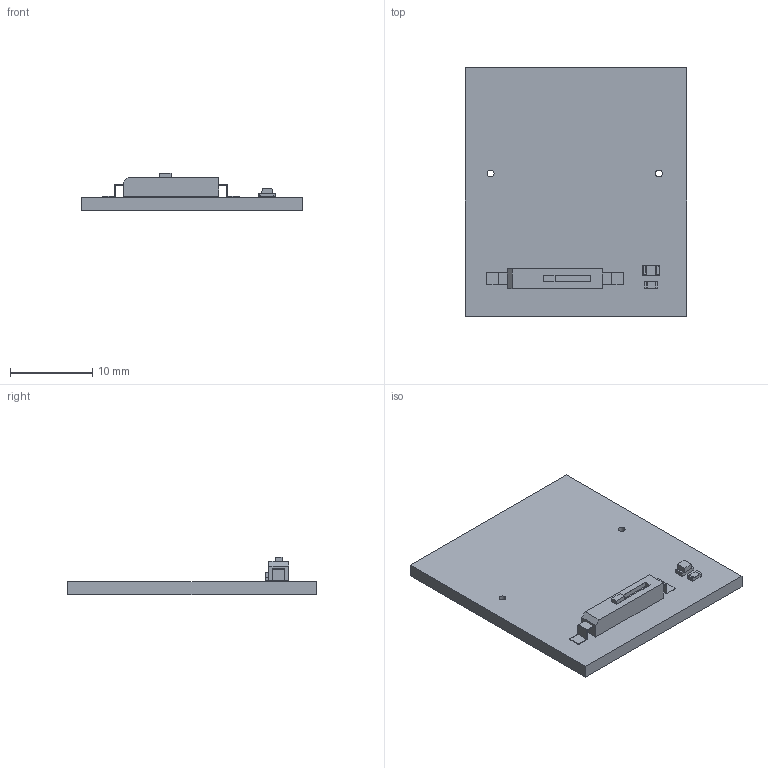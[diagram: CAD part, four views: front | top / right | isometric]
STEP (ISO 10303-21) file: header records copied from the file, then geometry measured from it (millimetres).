
FILE_DESCRIPTION(('KiCad electronic assembly'),'2;1');
FILE_NAME('PCB_1001.step','2025-03-01T15:25:54',('Pcbnew'),('Kicad'), 'Open CASCADE STEP processor 7.8','KiCad to STEP converter','Unknown' );
FILE_SCHEMA(('AUTOMOTIVE_DESIGN { 1 0 10303 214 1 1 1 1 }'));
Length unit declared in the file: millimetre
Products named in the file (8): PCB_1001 1; SW_SPST_REED_CT10-XXXX-G1; ASSEMBLY; LED_0805_2012Metric; R_0603_1608Metric; _autosave-PCB_1001_PCB
Assembly tree (7 placements, depth 3):
  PCB_1001 1
    SW_SPST_REED_CT10-XXXX-G1
      ASSEMBLY
    LED_0805_2012Metric
      LED_0805_2012Metric
    R_0603_1608Metric
      R_0603_1608Metric
    _autosave-PCB_1001_PCB
Bounding box: 26.92 x 30.23 x 4.55 mm (x, y, z)
Volume: 1430.3 mm3; surface area: 2155.8 mm2
Topology: 7 solids, 7 shells, 136 faces, 343 edges, 224 vertices
Faces by surface type: plane 114, cylinder 22
Full cylindrical faces by diameter (mm): 0.85 x2
Entity records: 4728 total; most frequent: CARTESIAN_POINT 711, ORIENTED_EDGE 686, DIRECTION 675, EDGE_CURVE 343, LINE 299, VECTOR 299, VERTEX_POINT 224, AXIS2_PLACEMENT_3D 188
